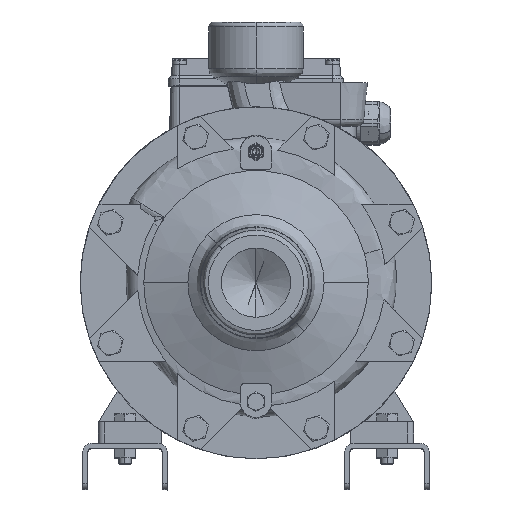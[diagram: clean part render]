
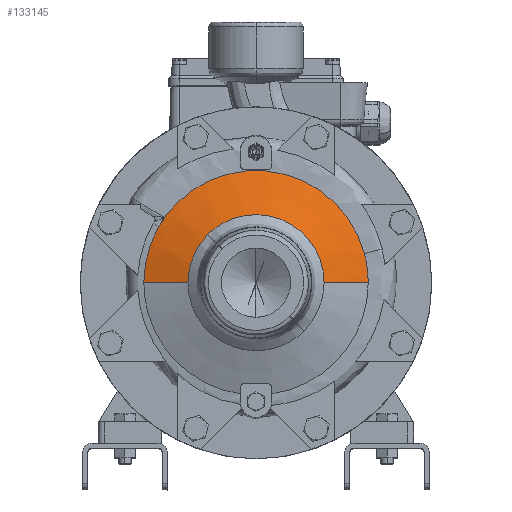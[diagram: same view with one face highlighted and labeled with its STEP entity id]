
A CAD part, top view. The second image highlights one B-rep face of the part: STEP entity #133145.
In plain terms, the highlighted conical face has half-angle 71.012 degrees and reference radius 92.864 mm.
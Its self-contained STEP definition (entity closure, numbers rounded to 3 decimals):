
#5289 = CARTESIAN_POINT ( 'NONE',  ( -91.456, 14.004, 39. ) ) ;
#5446 = EDGE_CURVE ( 'NONE', #97438, #5463, #52286, .T. ) ;
#5463 = VERTEX_POINT ( 'NONE', #152984 ) ;
#8040 = CARTESIAN_POINT ( 'NONE',  ( -91.13, 15.989, 39. ) ) ;
#12951 = CARTESIAN_POINT ( 'NONE',  ( -92.864, 0., 38.875 ) ) ;
#13533 = CARTESIAN_POINT ( 'NONE',  ( 52.182, 21.614, 51.518 ) ) ;
#14734 = DIRECTION ( 'NONE',  ( -1., 0., 0. ) ) ;
#14901 = CARTESIAN_POINT ( 'NONE',  ( -5.51, 55.939, 51.518 ) ) ;
#16266 = CARTESIAN_POINT ( 'NONE',  ( -37.089, 42.276, 51.518 ) ) ;
#17217 = VERTEX_POINT ( 'NONE', #135485 ) ;
#20976 = VERTEX_POINT ( 'NONE', #165627 ) ;
#27337 = CARTESIAN_POINT ( 'NONE',  ( -56.12, 0., 51.518 ) ) ;
#27836 = CARTESIAN_POINT ( 'NONE',  ( -70.191, 60.41, 39. ) ) ;
#30265 = CARTESIAN_POINT ( 'NONE',  ( -83.928, 39.098, 39. ) ) ;
#30624 = ORIENTED_EDGE ( 'NONE', *, *, #254831, .F. ) ;
#31080 = DIRECTION ( 'NONE',  ( -0.946, 0., -0.325 ) ) ;
#34921 = ORIENTED_EDGE ( 'NONE', *, *, #247165, .F. ) ;
#37123 = CARTESIAN_POINT ( 'NONE',  ( 11.02, 55.396, 51.518 ) ) ;
#45174 = VERTEX_POINT ( 'NONE', #87131 ) ;
#46130 = CARTESIAN_POINT ( 'NONE',  ( -39.683, 39.683, 51.518 ) ) ;
#48147 = CARTESIAN_POINT ( 'NONE',  ( 92.864, 0., 38.875 ) ) ;
#49002 = ORIENTED_EDGE ( 'NONE', *, *, #49683, .F. ) ;
#49683 = EDGE_CURVE ( 'NONE', #245130, #97438, #159787, .T. ) ;
#50263 = CARTESIAN_POINT ( 'NONE',  ( -55.939, 5.51, 51.518 ) ) ;
#51443 = CARTESIAN_POINT ( 'NONE',  ( -74.528, 55.007, 39. ) ) ;
#51940 = LINE ( 'NONE', #12951, #96632 ) ;
#52286 = B_SPLINE_CURVE_WITH_KNOTS ( 'NONE', 7,
 ( #218365, #69558, #157108, #51443, #176612, #27836, #175241, #258689 ),
 .UNSPECIFIED., .F., .F.,
 ( 8, 8 ),
 ( -0.017, 0.008 ),
 .UNSPECIFIED. ) ;
#52498 = CARTESIAN_POINT ( 'NONE',  ( -92.5, 0., 39. ) ) ;
#55243 = CARTESIAN_POINT ( 'NONE',  ( 56.12, 0., 51.518 ) ) ;
#60167 = CIRCLE ( 'NONE', #166762, 92.5 ) ;
#69558 = CARTESIAN_POINT ( 'NONE',  ( -78.377, 49.247, 39. ) ) ;
#71234 = CARTESIAN_POINT ( 'NONE',  ( -80.107, 46.25, 39. ) ) ;
#77467 = CARTESIAN_POINT ( 'NONE',  ( 39.938, 39.938, 51.518 ) ) ;
#87131 = CARTESIAN_POINT ( 'NONE',  ( 92.5, 0., 39. ) ) ;
#90572 = CARTESIAN_POINT ( 'NONE',  ( -42.276, 37.089, 51.518 ) ) ;
#91501 = B_SPLINE_CURVE_WITH_KNOTS ( 'NONE', 3,
 ( #55243, #140075, #224911, #13533, #98338, #77467, #162290, #222170, #37123, #141443, #14901, #99695, #142812, #206790, #16266, #103766 ),
 .UNSPECIFIED., .F., .F.,
 ( 4, 1, 1, 1, 1, 1, 1, 1, 1, 1, 1, 1, 1, 4 ),
 ( 0.25, 0.312, 0.375, 0.437, 0.5, 0.562, 0.625, 0.687, 0.75, 0.781, 0.813, 0.875, 0.938, 1. ),
 .UNSPECIFIED. ) ;
#92993 = CARTESIAN_POINT ( 'NONE',  ( 0., 0., 39. ) ) ;
#96632 = VECTOR ( 'NONE', #31080, 1000. ) ;
#97438 = VERTEX_POINT ( 'NONE', #71234 ) ;
#97544 = AXIS2_PLACEMENT_3D ( 'NONE', #92993, #150105, #130611 ) ;
#98338 = CARTESIAN_POINT ( 'NONE',  ( 46.962, 31.379, 51.518 ) ) ;
#99646 = DIRECTION ( 'NONE',  ( 0., 0., -1. ) ) ;
#99695 = CARTESIAN_POINT ( 'NONE',  ( -12.779, 54.861, 51.518 ) ) ;
#100884 = CARTESIAN_POINT ( 'NONE',  ( 0., 0., 38.875 ) ) ;
#103128 = EDGE_CURVE ( 'NONE', #227571, #45174, #107998, .T. ) ;
#103766 = CARTESIAN_POINT ( 'NONE',  ( -39.683, 39.683, 51.518 ) ) ;
#107998 = LINE ( 'NONE', #48147, #210595 ) ;
#110576 = CARTESIAN_POINT ( 'NONE',  ( 56.12, 0., 51.518 ) ) ;
#115080 = CARTESIAN_POINT ( 'NONE',  ( -82.142, 42.726, 39. ) ) ;
#118161 = VERTEX_POINT ( 'NONE', #27337 ) ;
#129904 = EDGE_CURVE ( 'NONE', #17217, #118161, #253406, .T. ) ;
#130611 = DIRECTION ( 'NONE',  ( -1., 0., 0. ) ) ;
#131713 = EDGE_CURVE ( 'NONE', #5463, #20976, #137653, .T. ) ;
#133145 = ADVANCED_FACE ( 'NONE', ( #251039 ), #159049, .T. ) ;
#135485 = CARTESIAN_POINT ( 'NONE',  ( -39.683, 39.683, 51.518 ) ) ;
#136433 = CARTESIAN_POINT ( 'NONE',  ( -56.12, 0., 51.518 ) ) ;
#137653 = CIRCLE ( 'NONE', #97544, 92.5 ) ;
#139523 = CARTESIAN_POINT ( 'NONE',  ( -92.5, 0., 39. ) ) ;
#140075 = CARTESIAN_POINT ( 'NONE',  ( 56.12, 3.673, 51.518 ) ) ;
#141443 = CARTESIAN_POINT ( 'NONE',  ( 1.83, 56.3, 51.518 ) ) ;
#142812 = CARTESIAN_POINT ( 'NONE',  ( -21.616, 52.181, 51.518 ) ) ;
#150105 = DIRECTION ( 'NONE',  ( 0., 0., -1. ) ) ;
#150933 = EDGE_LOOP ( 'NONE', ( #34921, #234825, #30624, #158573, #197098, #49002, #184363, #177877 ) ) ;
#152984 = CARTESIAN_POINT ( 'NONE',  ( -65.407, 65.407, 39. ) ) ;
#156802 = CARTESIAN_POINT ( 'NONE',  ( -92.238, 8.033, 39. ) ) ;
#157108 = CARTESIAN_POINT ( 'NONE',  ( -76.516, 52.169, 39. ) ) ;
#158573 = ORIENTED_EDGE ( 'NONE', *, *, #131713, .F. ) ;
#159049 = CONICAL_SURFACE ( 'NONE', #194617, 92.864, 1.239 ) ;
#159787 = B_SPLINE_CURVE_WITH_KNOTS ( 'NONE', 3,
 ( #52498, #240281, #156802, #5289, #8040, #216665, #258374, #173559, #197184, #30265, #115080, #263861 ),
 .UNSPECIFIED., .F., .F.,
 ( 4, 2, 2, 2, 2, 4 ),
 ( 0.131, 0.143, 0.15, 0.156, 0.168, 0.18 ),
 .UNSPECIFIED. ) ;
#160873 = DIRECTION ( 'NONE',  ( -1., 0., 0. ) ) ;
#162290 = CARTESIAN_POINT ( 'NONE',  ( 31.379, 46.962, 51.518 ) ) ;
#165627 = CARTESIAN_POINT ( 'NONE',  ( 89.348, 23.941, 39. ) ) ;
#166762 = AXIS2_PLACEMENT_3D ( 'NONE', #201261, #99646, #160873 ) ;
#168973 = DIRECTION ( 'NONE',  ( 0., 0., -1. ) ) ;
#173559 = CARTESIAN_POINT ( 'NONE',  ( -88.312, 27.816, 39. ) ) ;
#174058 = CARTESIAN_POINT ( 'NONE',  ( -56.12, 1.837, 51.518 ) ) ;
#175241 = CARTESIAN_POINT ( 'NONE',  ( -67.853, 62.962, 39. ) ) ;
#176612 = CARTESIAN_POINT ( 'NONE',  ( -72.418, 57.757, 39. ) ) ;
#177877 = ORIENTED_EDGE ( 'NONE', *, *, #129904, .F. ) ;
#184363 = ORIENTED_EDGE ( 'NONE', *, *, #266033, .F. ) ;
#194617 = AXIS2_PLACEMENT_3D ( 'NONE', #100884, #168973, #14734 ) ;
#197098 = ORIENTED_EDGE ( 'NONE', *, *, #5446, .F. ) ;
#197184 = CARTESIAN_POINT ( 'NONE',  ( -87.013, 31.644, 39. ) ) ;
#197681 = CARTESIAN_POINT ( 'NONE',  ( -46.964, 31.377, 51.518 ) ) ;
#201261 = CARTESIAN_POINT ( 'NONE',  ( 0., 0., 39. ) ) ;
#206790 = CARTESIAN_POINT ( 'NONE',  ( -31.377, 46.964, 51.518 ) ) ;
#210595 = VECTOR ( 'NONE', #259502, 1000. ) ;
#216665 = CARTESIAN_POINT ( 'NONE',  ( -90.346, 19.946, 39. ) ) ;
#218365 = CARTESIAN_POINT ( 'NONE',  ( -80.107, 46.25, 39. ) ) ;
#222170 = CARTESIAN_POINT ( 'NONE',  ( 21.614, 52.182, 51.518 ) ) ;
#224911 = CARTESIAN_POINT ( 'NONE',  ( 55.396, 11.019, 51.518 ) ) ;
#227571 = VERTEX_POINT ( 'NONE', #110576 ) ;
#234825 = ORIENTED_EDGE ( 'NONE', *, *, #103128, .T. ) ;
#239378 = CARTESIAN_POINT ( 'NONE',  ( -54.861, 12.779, 51.518 ) ) ;
#240281 = CARTESIAN_POINT ( 'NONE',  ( -92.5, 4.028, 39. ) ) ;
#245130 = VERTEX_POINT ( 'NONE', #139523 ) ;
#247165 = EDGE_CURVE ( 'NONE', #227571, #17217, #91501, .T. ) ;
#251039 = FACE_OUTER_BOUND ( 'NONE', #150933, .T. ) ;
#253406 = B_SPLINE_CURVE_WITH_KNOTS ( 'NONE', 3,
 ( #46130, #90572, #197681, #261599, #239378, #50263, #174058, #136433 ),
 .UNSPECIFIED., .F., .F.,
 ( 4, 1, 1, 1, 1, 4 ),
 ( 0., 0.062, 0.125, 0.187, 0.219, 0.25 ),
 .UNSPECIFIED. ) ;
#254831 = EDGE_CURVE ( 'NONE', #20976, #45174, #60167, .T. ) ;
#258374 = CARTESIAN_POINT ( 'NONE',  ( -89.888, 21.921, 39. ) ) ;
#258689 = CARTESIAN_POINT ( 'NONE',  ( -65.407, 65.407, 39. ) ) ;
#259502 = DIRECTION ( 'NONE',  ( 0.946, 0., -0.325 ) ) ;
#261599 = CARTESIAN_POINT ( 'NONE',  ( -52.181, 21.616, 51.518 ) ) ;
#263861 = CARTESIAN_POINT ( 'NONE',  ( -80.107, 46.25, 39. ) ) ;
#266033 = EDGE_CURVE ( 'NONE', #118161, #245130, #51940, .T. ) ;
